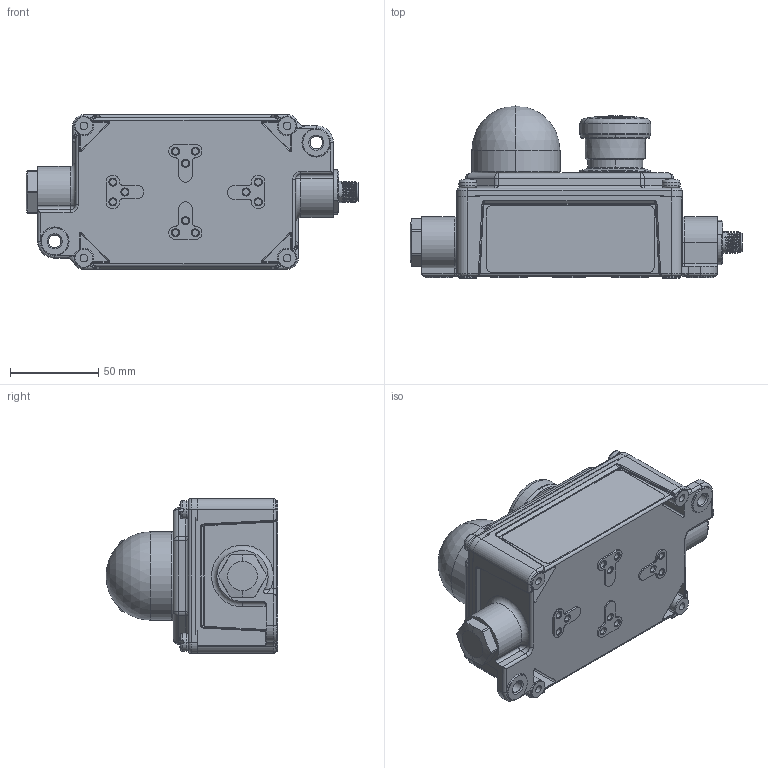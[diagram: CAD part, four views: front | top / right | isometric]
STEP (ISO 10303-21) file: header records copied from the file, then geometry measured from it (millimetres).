
FILE_DESCRIPTION((''),'2;1');
FILE_NAME('209344_ASM','2019-01-16T12:20:12',('pdmadmin'),('BANNER ENGINEERING'),'CREO PARAMETRIC BY PTC INC, 2018300','CREO PARAMETRIC BY PTC INC, 2018300','');
FILE_SCHEMA(('CONFIG_CONTROL_DESIGN'));
Length unit declared in the file: inch
Products named in the file (22): 157409; 29320; 122175; 156118; 120658; 08511; 43917; 157412; 126458_GENERIC; 164906; 129213_ASM; 107054; 133644; 133644_ASM; 78384_ASM; 159887_BODY; 159887_HANDLE; 159887_LOCK_NUT; 42202_C_M; 159887_XW9Z_VL2M_; 42202_ASM; 209344_ASM
Assembly tree (25 placements, depth 4):
  209344_ASM
    157409
    29320
    122175
    156118
    120658
    08511
    43917  x4
    157412  x2
    126458_GENERIC
    129213_ASM
      164906
    78384_ASM
      107054
      133644_ASM
        133644
    42202_ASM
      159887_BODY
      159887_HANDLE
      159887_LOCK_NUT
      42202_C_M
      159887_XW9Z_VL2M_
Bounding box: 187.94 x 97.31 x 87.63 mm (x, y, z)
Volume: 248860.5 mm3; surface area: 190808.9 mm2
Topology: 18 solids, 23 shells, 3188 faces, 7992 edges, 4786 vertices
Faces by surface type: cylinder 1183, plane 978, torus 330, bspline 303, cone 226, sphere 137, extrusion 25, revolution 6
Entity records: 128741 total; most frequent: CARTESIAN_POINT 55197, ORIENTED_EDGE 15346, DIRECTION 15297, EDGE_CURVE 7767, AXIS2_PLACEMENT_3D 5758, VERTEX_POINT 4698, VECTOR 3775, LINE 3750
